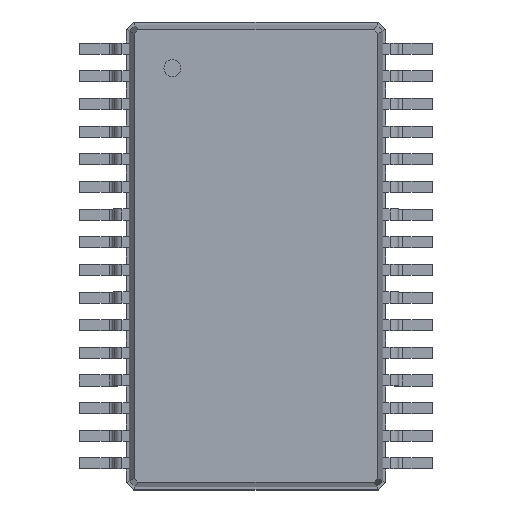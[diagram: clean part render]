
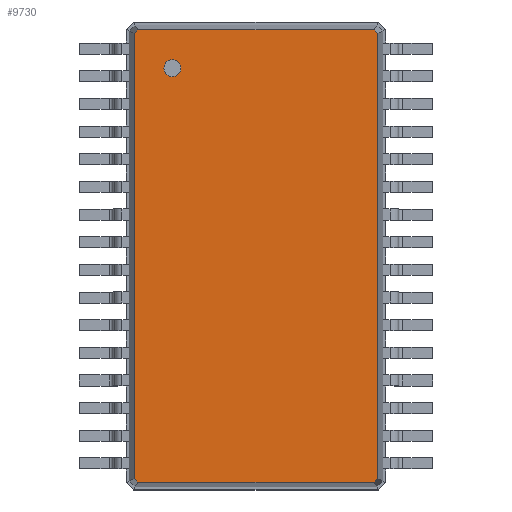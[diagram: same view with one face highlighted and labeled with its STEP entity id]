
A CAD part, top view. The second image highlights one B-rep face of the part: STEP entity #9730.
In plain terms, the highlighted planar face has unit normal (0, 0, 1).
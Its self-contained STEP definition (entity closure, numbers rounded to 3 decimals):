
#13=DIRECTION('',(0.,0.,1.));
#27=VECTOR('',#28,1.);
#28=DIRECTION('',(1.,0.,0.));
#34=VECTOR('',#35,1.);
#35=DIRECTION('',(0.,-1.,0.));
#118=VECTOR('',#119,1.);
#119=DIRECTION('',(0.707,0.707,0.));
#125=VECTOR('',#126,1.);
#126=DIRECTION('',(0.,1.,0.));
#132=VECTOR('',#133,1.);
#133=DIRECTION('',(-0.707,0.707,0.));
#139=VECTOR('',#140,1.);
#140=DIRECTION('',(-1.,0.,0.));
#146=VECTOR('',#147,1.);
#147=DIRECTION('',(-0.707,-0.707,0.));
#156=VECTOR('',#157,1.);
#157=DIRECTION('',(0.707,-0.707,0.));
#6678=VERTEX_POINT('',#6679);
#6679=CARTESIAN_POINT('',(2.782,5.314,1.6));
#6681=ORIENTED_EDGE('',*,*,#6682,.F.);
#6682=EDGE_CURVE('',#6683,#6678,#6685,.T.);
#6683=VERTEX_POINT('',#6684);
#6684=CARTESIAN_POINT('',(-2.782,5.314,1.6));
#6685=LINE('',#6684,#27);
#6695=ORIENTED_EDGE('',*,*,#6696,.F.);
#6696=EDGE_CURVE('',#6697,#6683,#6699,.T.);
#6697=VERTEX_POINT('',#6698);
#6698=CARTESIAN_POINT('',(-2.864,5.232,1.6));
#6699=LINE('',#6698,#118);
#6710=VERTEX_POINT('',#6711);
#6711=CARTESIAN_POINT('',(2.864,5.232,1.6));
#6713=ORIENTED_EDGE('',*,*,#6714,.F.);
#6714=EDGE_CURVE('',#6678,#6710,#6715,.T.);
#6715=LINE('',#6679,#156);
#6771=ORIENTED_EDGE('',*,*,#6772,.F.);
#6772=EDGE_CURVE('',#6773,#6697,#6775,.T.);
#6773=VERTEX_POINT('',#6774);
#6774=CARTESIAN_POINT('',(-2.864,-5.232,1.6));
#6775=LINE('',#6774,#125);
#8259=VERTEX_POINT('',#8260);
#8260=CARTESIAN_POINT('',(2.864,-5.232,1.6));
#8262=ORIENTED_EDGE('',*,*,#8263,.F.);
#8263=EDGE_CURVE('',#6710,#8259,#8264,.T.);
#8264=LINE('',#6711,#34);
#9697=ORIENTED_EDGE('',*,*,#9698,.F.);
#9698=EDGE_CURVE('',#9699,#6773,#9701,.T.);
#9699=VERTEX_POINT('',#9700);
#9700=CARTESIAN_POINT('',(-2.782,-5.314,1.6));
#9701=LINE('',#9700,#132);
#9712=VERTEX_POINT('',#9713);
#9713=CARTESIAN_POINT('',(2.782,-5.314,1.6));
#9715=ORIENTED_EDGE('',*,*,#9716,.F.);
#9716=EDGE_CURVE('',#8259,#9712,#9717,.T.);
#9717=LINE('',#8260,#146);
#9725=ORIENTED_EDGE('',*,*,#9726,.F.);
#9726=EDGE_CURVE('',#9712,#9699,#9727,.T.);
#9727=LINE('',#9713,#139);
#9730=ADVANCED_FACE('',(#9731,#9733),#9742,.T.);
#9731=FACE_BOUND('',#9732,.T.);
#9732=EDGE_LOOP('',(#6681,#6695,#6771,#9697,#9725,#9715,#8262,#6713));
#9733=FACE_BOUND('',#9734,.T.);
#9734=EDGE_LOOP('',(#9735));
#9735=ORIENTED_EDGE('',*,*,#9736,.F.);
#9736=EDGE_CURVE('',#9737,#9737,#9739,.T.);
#9737=VERTEX_POINT('',#9738);
#9738=CARTESIAN_POINT('',(-1.964,4.214,1.6));
#9739=CIRCLE('',#9740,0.2);
#9740=AXIS2_PLACEMENT_3D('',#9741,#13,#35);
#9741=CARTESIAN_POINT('',(-1.964,4.414,1.6));
#9742=PLANE('',#9743);
#9743=AXIS2_PLACEMENT_3D('',#6684,#13,#9744);
#9744=DIRECTION('',(0.464,-0.886,0.));
